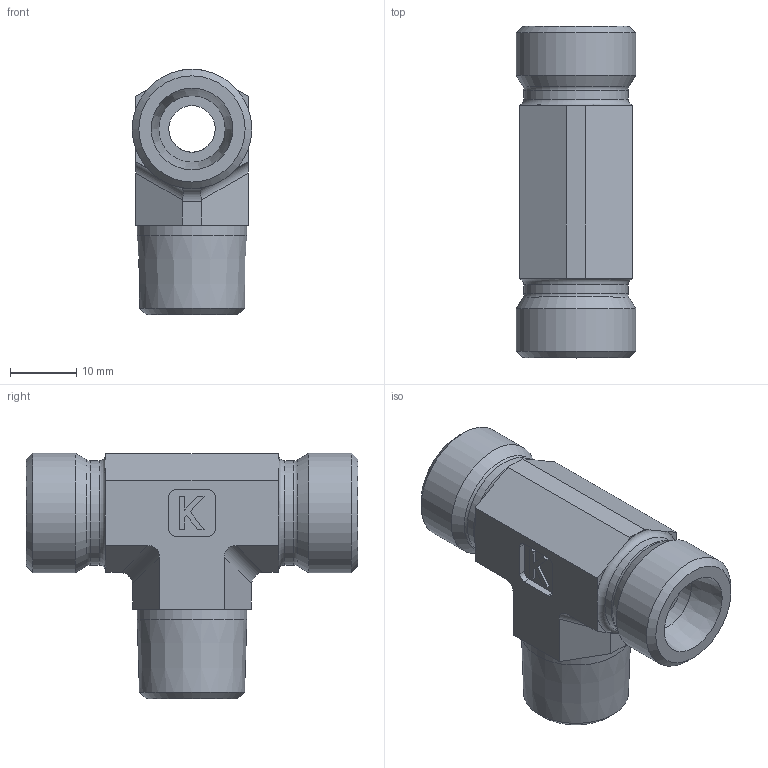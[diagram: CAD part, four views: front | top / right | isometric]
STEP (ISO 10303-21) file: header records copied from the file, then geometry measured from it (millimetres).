
FILE_DESCRIPTION((''),'2;1');
FILE_NAME('26003101618.stp','2014-08-22T14:39:43',(''),('KNOMI spol. s r. o.'),'Autodesk Inventor 2012','Autodesk Inventor 2012','');
FILE_SCHEMA(('AUTOMOTIVE_DESIGN { 1 2 10303 214 0 1 1 1 }'));
Length unit declared in the file: millimetre
Products named in the file (1): THCM3 10SMkuž M16K/M18
Bounding box: 18 x 50 x 37 mm (x, y, z)
Volume: 12838.1 mm3; surface area: 6051.3 mm2
Topology: 1 solids, 1 shells, 85 faces, 228 edges, 149 vertices
Faces by surface type: plane 53, cylinder 19, cone 9, torus 4
Full cylindrical faces by diameter (mm): 7 x2, 10 x2, 15.7 x2, 16.532 x1, 18 x2
Entity records: 2576 total; most frequent: CARTESIAN_POINT 530, DIRECTION 420, ORIENTED_EDGE 392, EDGE_CURVE 196, AXIS2_PLACEMENT_3D 150, VERTEX_POINT 140, VECTOR 120, LINE 120
